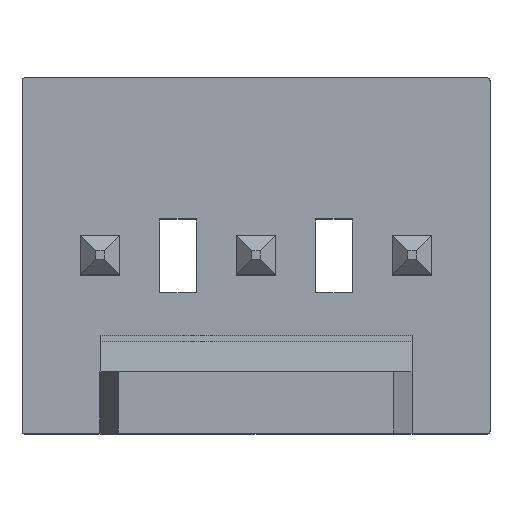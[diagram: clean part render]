
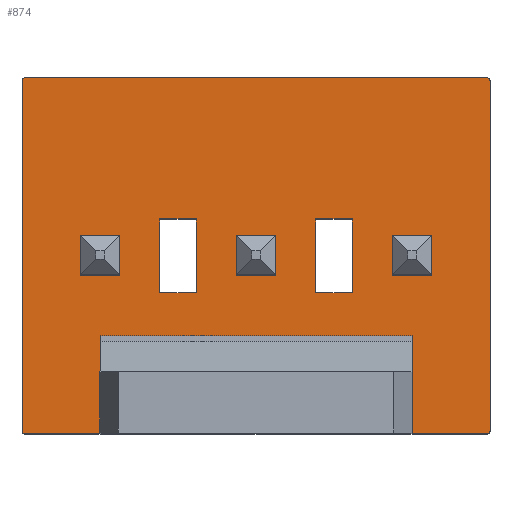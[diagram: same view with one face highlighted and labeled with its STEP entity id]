
A CAD part, top view. The second image highlights one B-rep face of the part: STEP entity #874.
In plain terms, the highlighted planar face has unit normal (0, 0, 1).
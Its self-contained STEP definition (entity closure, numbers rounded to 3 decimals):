
#179 = VERTEX_POINT('',#180);
#180 = CARTESIAN_POINT('',(6.3,-2.9,3.17));
#186 = EDGE_CURVE('',#187,#179,#189,.T.);
#187 = VERTEX_POINT('',#188);
#188 = CARTESIAN_POINT('',(5.08,-2.9,3.17));
#189 = LINE('',#190,#191);
#190 = CARTESIAN_POINT('',(-1.27,-2.9,3.17));
#191 = VECTOR('',#192,1.);
#192 = DIRECTION('',(1.,0.,0.));
#218 = VERTEX_POINT('',#219);
#219 = CARTESIAN_POINT('',(0.,-2.9,3.17));
#225 = EDGE_CURVE('',#226,#218,#228,.T.);
#226 = VERTEX_POINT('',#227);
#227 = CARTESIAN_POINT('',(-1.22,-2.9,3.17));
#228 = LINE('',#229,#230);
#229 = CARTESIAN_POINT('',(-1.27,-2.9,3.17));
#230 = VECTOR('',#231,1.);
#231 = DIRECTION('',(1.,0.,0.));
#855 = VERTEX_POINT('',#856);
#856 = CARTESIAN_POINT('',(6.35,-2.85,3.17));
#862 = EDGE_CURVE('',#179,#855,#863,.T.);
#863 = CIRCLE('',#864,0.05);
#864 = AXIS2_PLACEMENT_3D('',#865,#866,#867);
#865 = CARTESIAN_POINT('',(6.3,-2.85,3.17));
#866 = DIRECTION('',(-0.,0.,1.));
#867 = DIRECTION('',(0.,-1.,0.));
#874 = ADVANCED_FACE('',(#875,#951,#985,#1019,#1053,#1087),#1121,.F.);
#875 = FACE_BOUND('',#876,.F.);
#876 = EDGE_LOOP('',(#877,#878,#887,#895,#904,#912,#921,#927,#928,#929,
#937,#945));
#877 = ORIENTED_EDGE('',*,*,#225,.F.);
#878 = ORIENTED_EDGE('',*,*,#879,.T.);
#879 = EDGE_CURVE('',#226,#880,#882,.T.);
#880 = VERTEX_POINT('',#881);
#881 = CARTESIAN_POINT('',(-1.27,-2.85,3.17));
#882 = CIRCLE('',#883,0.05);
#883 = AXIS2_PLACEMENT_3D('',#884,#885,#886);
#884 = CARTESIAN_POINT('',(-1.22,-2.85,3.17));
#885 = DIRECTION('',(-0.,-0.,-1.));
#886 = DIRECTION('',(0.,-1.,0.));
#887 = ORIENTED_EDGE('',*,*,#888,.F.);
#888 = EDGE_CURVE('',#889,#880,#891,.T.);
#889 = VERTEX_POINT('',#890);
#890 = CARTESIAN_POINT('',(-1.27,2.85,3.17));
#891 = LINE('',#892,#893);
#892 = CARTESIAN_POINT('',(-1.27,2.9,3.17));
#893 = VECTOR('',#894,1.);
#894 = DIRECTION('',(0.,-1.,0.));
#895 = ORIENTED_EDGE('',*,*,#896,.F.);
#896 = EDGE_CURVE('',#897,#889,#899,.T.);
#897 = VERTEX_POINT('',#898);
#898 = CARTESIAN_POINT('',(-1.22,2.9,3.17));
#899 = CIRCLE('',#900,0.05);
#900 = AXIS2_PLACEMENT_3D('',#901,#902,#903);
#901 = CARTESIAN_POINT('',(-1.22,2.85,3.17));
#902 = DIRECTION('',(-0.,0.,1.));
#903 = DIRECTION('',(0.,-1.,0.));
#904 = ORIENTED_EDGE('',*,*,#905,.F.);
#905 = EDGE_CURVE('',#906,#897,#908,.T.);
#906 = VERTEX_POINT('',#907);
#907 = CARTESIAN_POINT('',(6.3,2.9,3.17));
#908 = LINE('',#909,#910);
#909 = CARTESIAN_POINT('',(6.35,2.9,3.17));
#910 = VECTOR('',#911,1.);
#911 = DIRECTION('',(-1.,0.,0.));
#912 = ORIENTED_EDGE('',*,*,#913,.F.);
#913 = EDGE_CURVE('',#914,#906,#916,.T.);
#914 = VERTEX_POINT('',#915);
#915 = CARTESIAN_POINT('',(6.35,2.85,3.17));
#916 = CIRCLE('',#917,0.05);
#917 = AXIS2_PLACEMENT_3D('',#918,#919,#920);
#918 = CARTESIAN_POINT('',(6.3,2.85,3.17));
#919 = DIRECTION('',(-0.,0.,1.));
#920 = DIRECTION('',(0.,-1.,0.));
#921 = ORIENTED_EDGE('',*,*,#922,.F.);
#922 = EDGE_CURVE('',#855,#914,#923,.T.);
#923 = LINE('',#924,#925);
#924 = CARTESIAN_POINT('',(6.35,-2.9,3.17));
#925 = VECTOR('',#926,1.);
#926 = DIRECTION('',(0.,1.,0.));
#927 = ORIENTED_EDGE('',*,*,#862,.F.);
#928 = ORIENTED_EDGE('',*,*,#186,.F.);
#929 = ORIENTED_EDGE('',*,*,#930,.F.);
#930 = EDGE_CURVE('',#931,#187,#933,.T.);
#931 = VERTEX_POINT('',#932);
#932 = CARTESIAN_POINT('',(5.08,-1.3,3.17));
#933 = LINE('',#934,#935);
#934 = CARTESIAN_POINT('',(5.08,-1.3,3.17));
#935 = VECTOR('',#936,1.);
#936 = DIRECTION('',(0.,-1.,0.));
#937 = ORIENTED_EDGE('',*,*,#938,.T.);
#938 = EDGE_CURVE('',#931,#939,#941,.T.);
#939 = VERTEX_POINT('',#940);
#940 = CARTESIAN_POINT('',(0.,-1.3,3.17));
#941 = LINE('',#942,#943);
#942 = CARTESIAN_POINT('',(2.54,-1.3,3.17));
#943 = VECTOR('',#944,1.);
#944 = DIRECTION('',(-1.,-0.,-0.));
#945 = ORIENTED_EDGE('',*,*,#946,.T.);
#946 = EDGE_CURVE('',#939,#218,#947,.T.);
#947 = LINE('',#948,#949);
#948 = CARTESIAN_POINT('',(0.,-1.3,3.17));
#949 = VECTOR('',#950,1.);
#950 = DIRECTION('',(-0.,-1.,-0.));
#951 = FACE_BOUND('',#952,.F.);
#952 = EDGE_LOOP('',(#953,#963,#971,#979));
#953 = ORIENTED_EDGE('',*,*,#954,.F.);
#954 = EDGE_CURVE('',#955,#957,#959,.T.);
#955 = VERTEX_POINT('',#956);
#956 = CARTESIAN_POINT('',(2.22,-0.32,3.17));
#957 = VERTEX_POINT('',#958);
#958 = CARTESIAN_POINT('',(2.22,0.32,3.17));
#959 = LINE('',#960,#961);
#960 = CARTESIAN_POINT('',(2.22,-1.61,3.17));
#961 = VECTOR('',#962,1.);
#962 = DIRECTION('',(0.,1.,0.));
#963 = ORIENTED_EDGE('',*,*,#964,.T.);
#964 = EDGE_CURVE('',#955,#965,#967,.T.);
#965 = VERTEX_POINT('',#966);
#966 = CARTESIAN_POINT('',(2.86,-0.32,3.17));
#967 = LINE('',#968,#969);
#968 = CARTESIAN_POINT('',(0.475,-0.32,3.17));
#969 = VECTOR('',#970,1.);
#970 = DIRECTION('',(1.,-0.,0.));
#971 = ORIENTED_EDGE('',*,*,#972,.T.);
#972 = EDGE_CURVE('',#965,#973,#975,.T.);
#973 = VERTEX_POINT('',#974);
#974 = CARTESIAN_POINT('',(2.86,0.32,3.17));
#975 = LINE('',#976,#977);
#976 = CARTESIAN_POINT('',(2.86,-1.61,3.17));
#977 = VECTOR('',#978,1.);
#978 = DIRECTION('',(0.,1.,0.));
#979 = ORIENTED_EDGE('',*,*,#980,.T.);
#980 = EDGE_CURVE('',#973,#957,#981,.T.);
#981 = LINE('',#982,#983);
#982 = CARTESIAN_POINT('',(0.475,0.32,3.17));
#983 = VECTOR('',#984,1.);
#984 = DIRECTION('',(-1.,-0.,-0.));
#985 = FACE_BOUND('',#986,.F.);
#986 = EDGE_LOOP('',(#987,#997,#1005,#1013));
#987 = ORIENTED_EDGE('',*,*,#988,.T.);
#988 = EDGE_CURVE('',#989,#991,#993,.T.);
#989 = VERTEX_POINT('',#990);
#990 = CARTESIAN_POINT('',(3.51,-0.6,3.17));
#991 = VERTEX_POINT('',#992);
#992 = CARTESIAN_POINT('',(4.11,-0.6,3.17));
#993 = LINE('',#994,#995);
#994 = CARTESIAN_POINT('',(3.51,-0.6,3.17));
#995 = VECTOR('',#996,1.);
#996 = DIRECTION('',(1.,0.,0.));
#997 = ORIENTED_EDGE('',*,*,#998,.T.);
#998 = EDGE_CURVE('',#991,#999,#1001,.T.);
#999 = VERTEX_POINT('',#1000);
#1000 = CARTESIAN_POINT('',(4.11,0.6,3.17));
#1001 = LINE('',#1002,#1003);
#1002 = CARTESIAN_POINT('',(4.11,-0.6,3.17));
#1003 = VECTOR('',#1004,1.);
#1004 = DIRECTION('',(0.,1.,0.));
#1005 = ORIENTED_EDGE('',*,*,#1006,.T.);
#1006 = EDGE_CURVE('',#999,#1007,#1009,.T.);
#1007 = VERTEX_POINT('',#1008);
#1008 = CARTESIAN_POINT('',(3.51,0.6,3.17));
#1009 = LINE('',#1010,#1011);
#1010 = CARTESIAN_POINT('',(4.11,0.6,3.17));
#1011 = VECTOR('',#1012,1.);
#1012 = DIRECTION('',(-1.,0.,0.));
#1013 = ORIENTED_EDGE('',*,*,#1014,.T.);
#1014 = EDGE_CURVE('',#1007,#989,#1015,.T.);
#1015 = LINE('',#1016,#1017);
#1016 = CARTESIAN_POINT('',(3.51,0.6,3.17));
#1017 = VECTOR('',#1018,1.);
#1018 = DIRECTION('',(0.,-1.,0.));
#1019 = FACE_BOUND('',#1020,.F.);
#1020 = EDGE_LOOP('',(#1021,#1031,#1039,#1047));
#1021 = ORIENTED_EDGE('',*,*,#1022,.T.);
#1022 = EDGE_CURVE('',#1023,#1025,#1027,.T.);
#1023 = VERTEX_POINT('',#1024);
#1024 = CARTESIAN_POINT('',(5.4,-0.32,3.17));
#1025 = VERTEX_POINT('',#1026);
#1026 = CARTESIAN_POINT('',(5.4,0.32,3.17));
#1027 = LINE('',#1028,#1029);
#1028 = CARTESIAN_POINT('',(5.4,-1.61,3.17));
#1029 = VECTOR('',#1030,1.);
#1030 = DIRECTION('',(0.,1.,0.));
#1031 = ORIENTED_EDGE('',*,*,#1032,.T.);
#1032 = EDGE_CURVE('',#1025,#1033,#1035,.T.);
#1033 = VERTEX_POINT('',#1034);
#1034 = CARTESIAN_POINT('',(4.76,0.32,3.17));
#1035 = LINE('',#1036,#1037);
#1036 = CARTESIAN_POINT('',(1.745,0.32,3.17));
#1037 = VECTOR('',#1038,1.);
#1038 = DIRECTION('',(-1.,-0.,-0.));
#1039 = ORIENTED_EDGE('',*,*,#1040,.F.);
#1040 = EDGE_CURVE('',#1041,#1033,#1043,.T.);
#1041 = VERTEX_POINT('',#1042);
#1042 = CARTESIAN_POINT('',(4.76,-0.32,3.17));
#1043 = LINE('',#1044,#1045);
#1044 = CARTESIAN_POINT('',(4.76,-1.61,3.17));
#1045 = VECTOR('',#1046,1.);
#1046 = DIRECTION('',(0.,1.,0.));
#1047 = ORIENTED_EDGE('',*,*,#1048,.T.);
#1048 = EDGE_CURVE('',#1041,#1023,#1049,.T.);
#1049 = LINE('',#1050,#1051);
#1050 = CARTESIAN_POINT('',(1.745,-0.32,3.17));
#1051 = VECTOR('',#1052,1.);
#1052 = DIRECTION('',(1.,-0.,0.));
#1053 = FACE_BOUND('',#1054,.F.);
#1054 = EDGE_LOOP('',(#1055,#1065,#1073,#1081));
#1055 = ORIENTED_EDGE('',*,*,#1056,.T.);
#1056 = EDGE_CURVE('',#1057,#1059,#1061,.T.);
#1057 = VERTEX_POINT('',#1058);
#1058 = CARTESIAN_POINT('',(0.97,-0.6,3.17));
#1059 = VERTEX_POINT('',#1060);
#1060 = CARTESIAN_POINT('',(1.57,-0.6,3.17));
#1061 = LINE('',#1062,#1063);
#1062 = CARTESIAN_POINT('',(0.97,-0.6,3.17));
#1063 = VECTOR('',#1064,1.);
#1064 = DIRECTION('',(1.,0.,0.));
#1065 = ORIENTED_EDGE('',*,*,#1066,.T.);
#1066 = EDGE_CURVE('',#1059,#1067,#1069,.T.);
#1067 = VERTEX_POINT('',#1068);
#1068 = CARTESIAN_POINT('',(1.57,0.6,3.17));
#1069 = LINE('',#1070,#1071);
#1070 = CARTESIAN_POINT('',(1.57,-0.6,3.17));
#1071 = VECTOR('',#1072,1.);
#1072 = DIRECTION('',(0.,1.,0.));
#1073 = ORIENTED_EDGE('',*,*,#1074,.T.);
#1074 = EDGE_CURVE('',#1067,#1075,#1077,.T.);
#1075 = VERTEX_POINT('',#1076);
#1076 = CARTESIAN_POINT('',(0.97,0.6,3.17));
#1077 = LINE('',#1078,#1079);
#1078 = CARTESIAN_POINT('',(1.57,0.6,3.17));
#1079 = VECTOR('',#1080,1.);
#1080 = DIRECTION('',(-1.,0.,0.));
#1081 = ORIENTED_EDGE('',*,*,#1082,.T.);
#1082 = EDGE_CURVE('',#1075,#1057,#1083,.T.);
#1083 = LINE('',#1084,#1085);
#1084 = CARTESIAN_POINT('',(0.97,0.6,3.17));
#1085 = VECTOR('',#1086,1.);
#1086 = DIRECTION('',(0.,-1.,0.));
#1087 = FACE_BOUND('',#1088,.F.);
#1088 = EDGE_LOOP('',(#1089,#1099,#1107,#1115));
#1089 = ORIENTED_EDGE('',*,*,#1090,.F.);
#1090 = EDGE_CURVE('',#1091,#1093,#1095,.T.);
#1091 = VERTEX_POINT('',#1092);
#1092 = CARTESIAN_POINT('',(-0.32,-0.32,3.17));
#1093 = VERTEX_POINT('',#1094);
#1094 = CARTESIAN_POINT('',(-0.32,0.32,3.17));
#1095 = LINE('',#1096,#1097);
#1096 = CARTESIAN_POINT('',(-0.32,-1.61,3.17));
#1097 = VECTOR('',#1098,1.);
#1098 = DIRECTION('',(0.,1.,0.));
#1099 = ORIENTED_EDGE('',*,*,#1100,.T.);
#1100 = EDGE_CURVE('',#1091,#1101,#1103,.T.);
#1101 = VERTEX_POINT('',#1102);
#1102 = CARTESIAN_POINT('',(0.32,-0.32,3.17));
#1103 = LINE('',#1104,#1105);
#1104 = CARTESIAN_POINT('',(-0.795,-0.32,3.17));
#1105 = VECTOR('',#1106,1.);
#1106 = DIRECTION('',(1.,-0.,0.));
#1107 = ORIENTED_EDGE('',*,*,#1108,.T.);
#1108 = EDGE_CURVE('',#1101,#1109,#1111,.T.);
#1109 = VERTEX_POINT('',#1110);
#1110 = CARTESIAN_POINT('',(0.32,0.32,3.17));
#1111 = LINE('',#1112,#1113);
#1112 = CARTESIAN_POINT('',(0.32,-1.61,3.17));
#1113 = VECTOR('',#1114,1.);
#1114 = DIRECTION('',(0.,1.,0.));
#1115 = ORIENTED_EDGE('',*,*,#1116,.T.);
#1116 = EDGE_CURVE('',#1109,#1093,#1117,.T.);
#1117 = LINE('',#1118,#1119);
#1118 = CARTESIAN_POINT('',(-0.795,0.32,3.17));
#1119 = VECTOR('',#1120,1.);
#1120 = DIRECTION('',(-1.,-0.,-0.));
#1121 = PLANE('',#1122);
#1122 = AXIS2_PLACEMENT_3D('',#1123,#1124,#1125);
#1123 = CARTESIAN_POINT('',(-1.27,-2.9,3.17));
#1124 = DIRECTION('',(0.,0.,-1.));
#1125 = DIRECTION('',(-1.,0.,0.));
